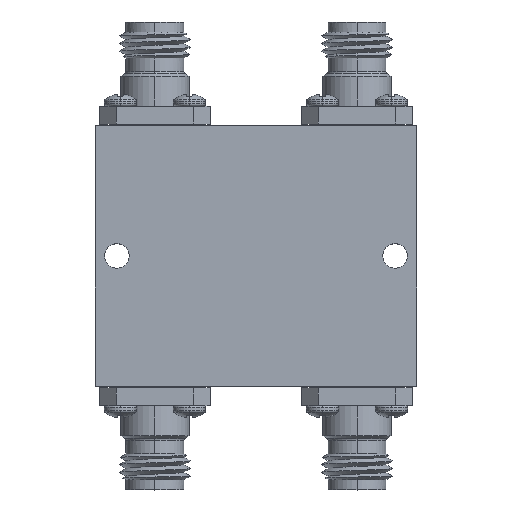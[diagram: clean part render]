
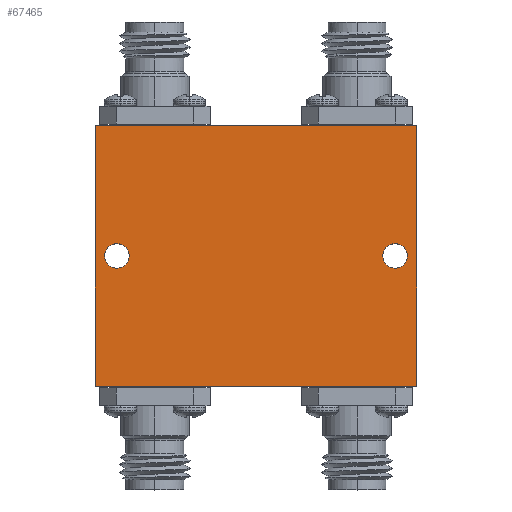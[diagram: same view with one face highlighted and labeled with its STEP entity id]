
A CAD part, top view. The second image highlights one B-rep face of the part: STEP entity #67465.
In plain terms, the highlighted planar face has unit normal (0, 0, 1).
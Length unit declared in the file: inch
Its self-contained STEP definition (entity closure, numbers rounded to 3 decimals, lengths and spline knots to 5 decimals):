
#1202 = VECTOR ( 'NONE', #67773, 39.37008 ) ;
#2176 = VERTEX_POINT ( 'NONE', #7791 ) ;
#4631 = VECTOR ( 'NONE', #76801, 39.37008 ) ;
#4877 = DIRECTION ( 'NONE',  ( 1., 0., 0. ) ) ;
#6842 = FACE_OUTER_BOUND ( 'NONE', #30768, .T. ) ;
#7791 = CARTESIAN_POINT ( 'NONE',  ( 0.54844, 0., 0.43307 ) ) ;
#9130 = CARTESIAN_POINT ( 'NONE',  ( 0.50394, 0., 0.43307 ) ) ;
#10294 = DIRECTION ( 'NONE',  ( 1., 0., 0. ) ) ;
#10808 = CARTESIAN_POINT ( 'NONE',  ( 0.58268, 0.47244, 0.43307 ) ) ;
#10859 = ORIENTED_EDGE ( 'NONE', *, *, #34999, .F. ) ;
#11713 = VECTOR ( 'NONE', #42739, 39.37008 ) ;
#12000 = DIRECTION ( 'NONE',  ( 0., 0., 1. ) ) ;
#12284 = ORIENTED_EDGE ( 'NONE', *, *, #48302, .T. ) ;
#12664 = CARTESIAN_POINT ( 'NONE',  ( -0.50394, 0., 0.43307 ) ) ;
#15091 = DIRECTION ( 'NONE',  ( 1., 0., 0. ) ) ;
#15360 = AXIS2_PLACEMENT_3D ( 'NONE', #12664, #79208, #17317 ) ;
#15634 = LINE ( 'NONE', #36246, #11713 ) ;
#15700 = ORIENTED_EDGE ( 'NONE', *, *, #54408, .F. ) ;
#16194 = VERTEX_POINT ( 'NONE', #10808 ) ;
#16607 = CARTESIAN_POINT ( 'NONE',  ( -0.54844, 0., 0.43307 ) ) ;
#17317 = DIRECTION ( 'NONE',  ( 1., 0., 0. ) ) ;
#17968 = DIRECTION ( 'NONE',  ( 0., 0., 1. ) ) ;
#18728 = AXIS2_PLACEMENT_3D ( 'NONE', #9130, #65613, #22469 ) ;
#19266 = CARTESIAN_POINT ( 'NONE',  ( -0.58268, -0.47244, 0.43307 ) ) ;
#19619 = CARTESIAN_POINT ( 'NONE',  ( -0.58268, 0.47244, 0.43307 ) ) ;
#19745 = CARTESIAN_POINT ( 'NONE',  ( -0.45944, 0., 0.43307 ) ) ;
#22469 = DIRECTION ( 'NONE',  ( 1., 0., 0. ) ) ;
#24527 = EDGE_CURVE ( 'NONE', #53130, #16194, #15634, .T. ) ;
#25055 = DIRECTION ( 'NONE',  ( 1., 0., 0. ) ) ;
#26841 = VECTOR ( 'NONE', #15091, 39.37008 ) ;
#28166 = EDGE_CURVE ( 'NONE', #2176, #32315, #68502, .T. ) ;
#29817 = CARTESIAN_POINT ( 'NONE',  ( 0.58268, 0.47244, 0.43307 ) ) ;
#30495 = CARTESIAN_POINT ( 'NONE',  ( 0., 0., 0.43307 ) ) ;
#30768 = EDGE_LOOP ( 'NONE', ( #35086, #12284, #71999, #65307 ) ) ;
#32315 = VERTEX_POINT ( 'NONE', #52428 ) ;
#32782 = AXIS2_PLACEMENT_3D ( 'NONE', #30495, #17968, #4877 ) ;
#34546 = VERTEX_POINT ( 'NONE', #19619 ) ;
#34999 = EDGE_CURVE ( 'NONE', #56622, #53947, #71601, .T. ) ;
#35079 = CARTESIAN_POINT ( 'NONE',  ( 0.50394, 0., 0.43307 ) ) ;
#35086 = ORIENTED_EDGE ( 'NONE', *, *, #40393, .T. ) ;
#35350 = DIRECTION ( 'NONE',  ( 0., 0., 1. ) ) ;
#35941 = EDGE_CURVE ( 'NONE', #53947, #56622, #39303, .T. ) ;
#36246 = CARTESIAN_POINT ( 'NONE',  ( 0.58268, -0.47244, 0.43307 ) ) ;
#38070 = FACE_BOUND ( 'NONE', #66154, .T. ) ;
#39081 = AXIS2_PLACEMENT_3D ( 'NONE', #35079, #35350, #10294 ) ;
#39303 = CIRCLE ( 'NONE', #15360, 0.0445 ) ;
#40393 = EDGE_CURVE ( 'NONE', #34546, #43933, #59286, .T. ) ;
#42739 = DIRECTION ( 'NONE',  ( 0., 1., 0. ) ) ;
#43933 = VERTEX_POINT ( 'NONE', #54248 ) ;
#45103 = ORIENTED_EDGE ( 'NONE', *, *, #35941, .F. ) ;
#48302 = EDGE_CURVE ( 'NONE', #43933, #53130, #78591, .T. ) ;
#49678 = CIRCLE ( 'NONE', #39081, 0.0445 ) ;
#52428 = CARTESIAN_POINT ( 'NONE',  ( 0.45944, 0., 0.43307 ) ) ;
#52693 = CARTESIAN_POINT ( 'NONE',  ( 0.58268, -0.47244, 0.43307 ) ) ;
#53130 = VERTEX_POINT ( 'NONE', #74605 ) ;
#53784 = LINE ( 'NONE', #29817, #1202 ) ;
#53947 = VERTEX_POINT ( 'NONE', #16607 ) ;
#54248 = CARTESIAN_POINT ( 'NONE',  ( -0.58268, -0.47244, 0.43307 ) ) ;
#54408 = EDGE_CURVE ( 'NONE', #32315, #2176, #49678, .T. ) ;
#56622 = VERTEX_POINT ( 'NONE', #19745 ) ;
#59286 = LINE ( 'NONE', #19266, #4631 ) ;
#61424 = CARTESIAN_POINT ( 'NONE',  ( -0.50394, 0., 0.43307 ) ) ;
#65307 = ORIENTED_EDGE ( 'NONE', *, *, #75238, .T. ) ;
#65613 = DIRECTION ( 'NONE',  ( 0., 0., 1. ) ) ;
#66154 = EDGE_LOOP ( 'NONE', ( #10859, #45103 ) ) ;
#67465 = ADVANCED_FACE ( 'NONE', ( #71322, #38070, #6842 ), #67908, .T. ) ;
#67773 = DIRECTION ( 'NONE',  ( -1., 0., 0. ) ) ;
#67908 = PLANE ( 'NONE',  #32782 ) ;
#68502 = CIRCLE ( 'NONE', #18728, 0.0445 ) ;
#70950 = ORIENTED_EDGE ( 'NONE', *, *, #28166, .F. ) ;
#71322 = FACE_BOUND ( 'NONE', #77517, .T. ) ;
#71601 = CIRCLE ( 'NONE', #79020, 0.0445 ) ;
#71999 = ORIENTED_EDGE ( 'NONE', *, *, #24527, .T. ) ;
#74605 = CARTESIAN_POINT ( 'NONE',  ( 0.58268, -0.47244, 0.43307 ) ) ;
#75238 = EDGE_CURVE ( 'NONE', #16194, #34546, #53784, .T. ) ;
#76801 = DIRECTION ( 'NONE',  ( 0., -1., 0. ) ) ;
#77517 = EDGE_LOOP ( 'NONE', ( #70950, #15700 ) ) ;
#78591 = LINE ( 'NONE', #52693, #26841 ) ;
#79020 = AXIS2_PLACEMENT_3D ( 'NONE', #61424, #12000, #25055 ) ;
#79208 = DIRECTION ( 'NONE',  ( 0., 0., 1. ) ) ;
